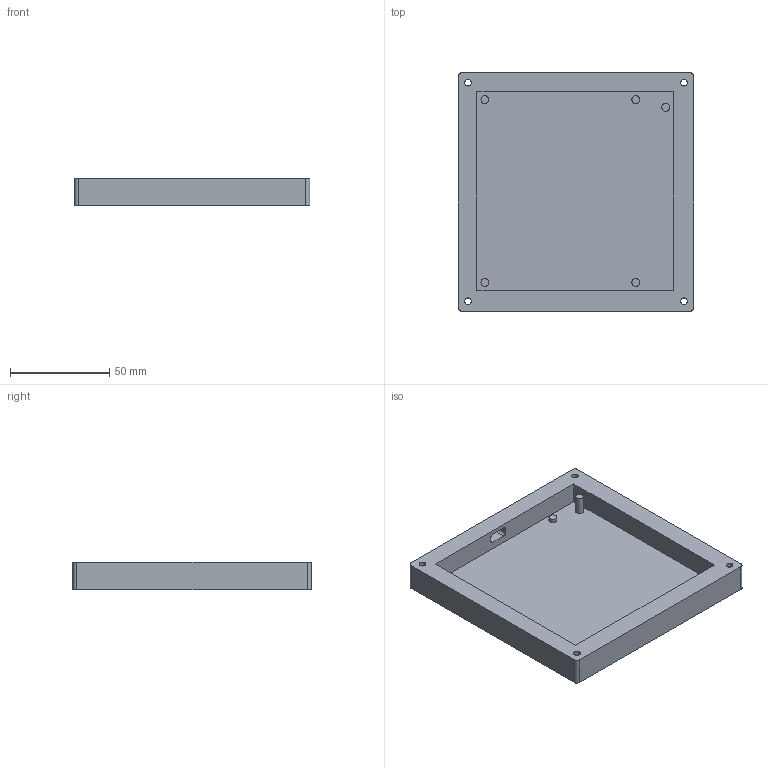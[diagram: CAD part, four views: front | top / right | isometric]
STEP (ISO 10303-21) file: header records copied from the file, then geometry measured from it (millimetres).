
FILE_DESCRIPTION(/* description */ (''),/* implementation_level */ '2;1');
FILE_NAME(/* name */ 'Macro_Pad_Case_Botton.step',/* time_stamp */ '2026-01-11T16:00:30-03:00',/* author */ (''),/* organization */ (''),/* preprocessor_version */ 'ST-DEVELOPER v20.1',/* originating_system */ 'Autodesk Translation Framework v14.21.0.0',/* authorisation */ '');
FILE_SCHEMA (('AUTOMOTIVE_DESIGN { 1 0 10303 214 3 1 1 }'));
Length unit declared in the file: millimetre
Products named in the file (1): 2026-01-10-17-20-23-110
Bounding box: 118.78 x 120.16 x 14 mm (x, y, z)
Volume: 89677.4 mm3; surface area: 40575.2 mm2
Topology: 1 solids, 1 shells, 45 faces, 99 edges, 66 vertices
Faces by surface type: plane 24, cylinder 21
Full cylindrical faces by diameter (mm): 3.4 x4, 4 x5, 6 x4
Entity records: 1308 total; most frequent: DIRECTION 233, CARTESIAN_POINT 211, ORIENTED_EDGE 198, EDGE_CURVE 99, AXIS2_PLACEMENT_3D 88, VERTEX_POINT 66, EDGE_LOOP 65, LINE 57
